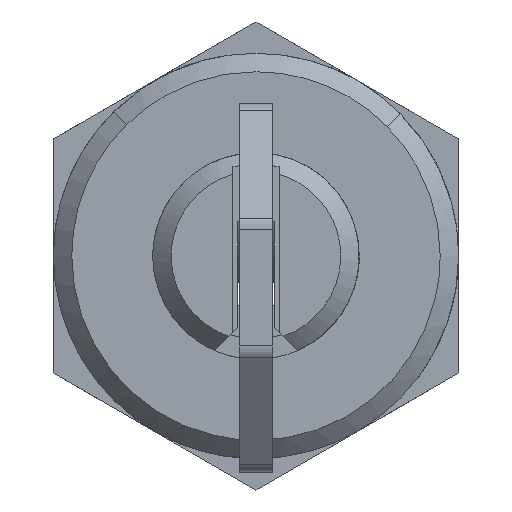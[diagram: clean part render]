
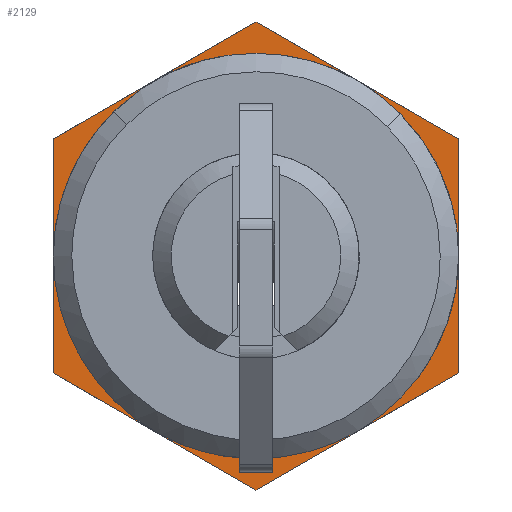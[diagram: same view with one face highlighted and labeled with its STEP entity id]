
A CAD part, front view. The second image highlights one B-rep face of the part: STEP entity #2129.
In plain terms, the highlighted free-form (B-spline) face has degree [1, 1] with [2, 2] control points.
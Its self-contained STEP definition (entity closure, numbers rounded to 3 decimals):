
#1559=CARTESIAN_POINT('',(5.,0.0,9.5));
#1560=VERTEX_POINT('',#1559);
#1561=CARTESIAN_POINT('',(5.,-6.808,6.626));
#1562=VERTEX_POINT('',#1561);
#1563=CARTESIAN_POINT('',(5.,0.0,9.5));
#1564=CARTESIAN_POINT('',(5.,-0.514,9.5));
#1565=CARTESIAN_POINT('',(5.,-1.66,9.407));
#1566=CARTESIAN_POINT('',(5.,-3.31,8.964));
#1567=CARTESIAN_POINT('',(5.,-5.133,8.085));
#1568=CARTESIAN_POINT('',(5.,-6.229,7.221));
#1569=CARTESIAN_POINT('',(5.,-6.808,6.626));
#1570=B_SPLINE_CURVE_WITH_KNOTS('',3,(#1563,#1564,#1565,#1566,#1567,#1568,#1569),.UNSPECIFIED.,.F.,.U.,(4,1,1,1,4),(0.,1.542,3.439,5.1,7.59),.UNSPECIFIED.);
#1571=EDGE_CURVE('',#1560,#1562,#1570,.T.);
#1573=CARTESIAN_POINT('',(5.,9.5,0.));
#1574=VERTEX_POINT('',#1573);
#1575=CARTESIAN_POINT('',(5.,9.5,0.));
#1576=CARTESIAN_POINT('',(5.,9.5,0.816));
#1577=CARTESIAN_POINT('',(5.,9.319,2.215));
#1578=CARTESIAN_POINT('',(5.,8.69,3.938));
#1579=CARTESIAN_POINT('',(5.,7.892,5.366));
#1580=CARTESIAN_POINT('',(5.,6.892,6.616));
#1581=CARTESIAN_POINT('',(5.,5.474,7.839));
#1582=CARTESIAN_POINT('',(5.,3.842,8.764));
#1583=CARTESIAN_POINT('',(5.,1.943,9.366));
#1584=CARTESIAN_POINT('',(5.,0.661,9.5));
#1585=CARTESIAN_POINT('',(5.,0.0,9.5));
#1586=B_SPLINE_CURVE_WITH_KNOTS('',3,(#1575,#1576,#1577,#1578,#1579,#1580,#1581,#1582,#1583,#1584,#1585),.UNSPECIFIED.,.F.,.U.,(4,1,1,1,1,1,1,1,4),(0.,2.448,4.197,5.479,7.345,8.977,11.075,12.941,14.923),.UNSPECIFIED.);
#1587=EDGE_CURVE('',#1574,#1560,#1586,.T.);
#1589=CARTESIAN_POINT('',(5.,0.0,-9.5));
#1590=VERTEX_POINT('',#1589);
#1591=CARTESIAN_POINT('',(5.,0.0,-9.5));
#1592=CARTESIAN_POINT('',(5.,0.661,-9.5));
#1593=CARTESIAN_POINT('',(5.,1.826,-9.378));
#1594=CARTESIAN_POINT('',(5.,3.583,-8.857));
#1595=CARTESIAN_POINT('',(5.,5.114,-8.074));
#1596=CARTESIAN_POINT('',(5.,6.559,-6.947));
#1597=CARTESIAN_POINT('',(5.,7.801,-5.542));
#1598=CARTESIAN_POINT('',(5.,8.745,-3.876));
#1599=CARTESIAN_POINT('',(5.,9.358,-1.982));
#1600=CARTESIAN_POINT('',(5.,9.5,-0.699));
#1601=CARTESIAN_POINT('',(5.,9.5,0.));
#1602=B_SPLINE_CURVE_WITH_KNOTS('',3,(#1591,#1592,#1593,#1594,#1595,#1596,#1597,#1598,#1599,#1600,#1601),.UNSPECIFIED.,.F.,.U.,(4,1,1,1,1,1,1,1,4),(0.,1.982,3.497,5.479,7.112,8.977,11.075,12.824,14.923),.UNSPECIFIED.);
#1603=EDGE_CURVE('',#1590,#1574,#1602,.T.);
#1605=CARTESIAN_POINT('',(5.,-7.004,-6.418));
#1606=VERTEX_POINT('',#1605);
#1607=CARTESIAN_POINT('',(5.,-7.004,-6.418));
#1608=CARTESIAN_POINT('',(5.,-6.672,-6.781));
#1609=CARTESIAN_POINT('',(5.,-5.95,-7.455));
#1610=CARTESIAN_POINT('',(5.,-4.588,-8.379));
#1611=CARTESIAN_POINT('',(5.,-3.191,-8.993));
#1612=CARTESIAN_POINT('',(5.,-1.6,-9.404));
#1613=CARTESIAN_POINT('',(5.,-0.615,-9.5));
#1614=CARTESIAN_POINT('',(5.,0.0,-9.5));
#1615=B_SPLINE_CURVE_WITH_KNOTS('',3,(#1607,#1608,#1609,#1610,#1611,#1612,#1613,#1614),.UNSPECIFIED.,.F.,.U.,(4,1,1,1,1,4),(0.,1.477,2.953,4.922,6.03,7.876),.UNSPECIFIED.);
#1616=EDGE_CURVE('',#1606,#1590,#1615,.T.);
#1705=CARTESIAN_POINT('',(5.,-9.5,0.));
#1706=VERTEX_POINT('',#1705);
#1707=CARTESIAN_POINT('',(5.,-6.808,6.626));
#1708=CARTESIAN_POINT('',(5.,-7.261,6.16));
#1709=CARTESIAN_POINT('',(5.,-8.142,5.046));
#1710=CARTESIAN_POINT('',(5.,-8.923,3.416));
#1711=CARTESIAN_POINT('',(5.,-9.394,1.68));
#1712=CARTESIAN_POINT('',(5.,-9.5,0.649));
#1713=CARTESIAN_POINT('',(5.,-9.5,0.));
#1714=B_SPLINE_CURVE_WITH_KNOTS('',3,(#1707,#1708,#1709,#1710,#1711,#1712,#1713),.UNSPECIFIED.,.F.,.U.,(4,1,1,1,4),(0.,1.948,4.239,5.385,7.332),.UNSPECIFIED.);
#1715=EDGE_CURVE('',#1562,#1706,#1714,.T.);
#1741=CARTESIAN_POINT('',(5.,-9.5,0.));
#1742=CARTESIAN_POINT('',(5.,-9.5,-0.734));
#1743=CARTESIAN_POINT('',(5.,-9.325,-2.239));
#1744=CARTESIAN_POINT('',(5.,-8.506,-4.459));
#1745=CARTESIAN_POINT('',(5.,-7.575,-5.796));
#1746=CARTESIAN_POINT('',(5.,-7.004,-6.418));
#1747=B_SPLINE_CURVE_WITH_KNOTS('',3,(#1741,#1742,#1743,#1744,#1745,#1746),.UNSPECIFIED.,.F.,.U.,(4,1,1,4),(0.,2.202,4.514,7.047),.UNSPECIFIED.);
#1748=EDGE_CURVE('',#1706,#1606,#1747,.T.);
#2072=CARTESIAN_POINT('',(5.,-12.099,13.97));
#2073=CARTESIAN_POINT('',(5.,12.099,13.97));
#2074=CARTESIAN_POINT('',(5.,-12.099,-13.971));
#2075=CARTESIAN_POINT('',(5.,12.099,-13.971));
#2076=B_SPLINE_SURFACE_WITH_KNOTS('',1,1,((#2072,#2074),(#2073,#2075)),.UNSPECIFIED.,.F.,.F.,.U.,(2,2),(2,2),(0.0,24.198),(0.0,27.941),.UNSPECIFIED.);
#2077=CARTESIAN_POINT('',(5.,0.0,-12.702));
#2078=VERTEX_POINT('',#2077);
#2079=CARTESIAN_POINT('',(5.,11.0,-6.351));
#2080=VERTEX_POINT('',#2079);
#2081=CARTESIAN_POINT('',(5.,0.0,-12.702));
#2082=CARTESIAN_POINT('',(5.,11.0,-6.351));
#2083=QUASI_UNIFORM_CURVE('',1,(#2081,#2082),.UNSPECIFIED.,.F.,.U.);
#2084=EDGE_CURVE('',#2078,#2080,#2083,.T.);
#2085=ORIENTED_EDGE('',*,*,#2084,.F.);
#2086=CARTESIAN_POINT('',(5.,-11.0,-6.351));
#2087=VERTEX_POINT('',#2086);
#2088=CARTESIAN_POINT('',(5.,-11.0,-6.351));
#2089=CARTESIAN_POINT('',(5.,0.0,-12.702));
#2090=QUASI_UNIFORM_CURVE('',1,(#2088,#2089),.UNSPECIFIED.,.F.,.U.);
#2091=EDGE_CURVE('',#2087,#2078,#2090,.T.);
#2092=ORIENTED_EDGE('',*,*,#2091,.F.);
#2093=CARTESIAN_POINT('',(5.,-11.0,6.351));
#2094=VERTEX_POINT('',#2093);
#2095=CARTESIAN_POINT('',(5.,-11.0,6.351));
#2096=CARTESIAN_POINT('',(5.,-11.0,-6.351));
#2097=QUASI_UNIFORM_CURVE('',1,(#2095,#2096),.UNSPECIFIED.,.F.,.U.);
#2098=EDGE_CURVE('',#2094,#2087,#2097,.T.);
#2099=ORIENTED_EDGE('',*,*,#2098,.F.);
#2100=CARTESIAN_POINT('',(5.,0.0,12.701));
#2101=VERTEX_POINT('',#2100);
#2102=CARTESIAN_POINT('',(5.,0.0,12.701));
#2103=CARTESIAN_POINT('',(5.,-11.0,6.351));
#2104=QUASI_UNIFORM_CURVE('',1,(#2102,#2103),.UNSPECIFIED.,.F.,.U.);
#2105=EDGE_CURVE('',#2101,#2094,#2104,.T.);
#2106=ORIENTED_EDGE('',*,*,#2105,.F.);
#2107=CARTESIAN_POINT('',(5.,11.0,6.351));
#2108=VERTEX_POINT('',#2107);
#2109=CARTESIAN_POINT('',(5.,11.0,6.351));
#2110=CARTESIAN_POINT('',(5.,0.0,12.701));
#2111=QUASI_UNIFORM_CURVE('',1,(#2109,#2110),.UNSPECIFIED.,.F.,.U.);
#2112=EDGE_CURVE('',#2108,#2101,#2111,.T.);
#2113=ORIENTED_EDGE('',*,*,#2112,.F.);
#2114=CARTESIAN_POINT('',(5.,11.0,-6.351));
#2115=CARTESIAN_POINT('',(5.,11.0,6.351));
#2116=QUASI_UNIFORM_CURVE('',1,(#2114,#2115),.UNSPECIFIED.,.F.,.U.);
#2117=EDGE_CURVE('',#2080,#2108,#2116,.T.);
#2118=ORIENTED_EDGE('',*,*,#2117,.F.);
#2119=EDGE_LOOP('',(#2085,#2092,#2099,#2106,#2113,#2118));
#2120=FACE_OUTER_BOUND('',#2119,.T.);
#2121=ORIENTED_EDGE('',*,*,#1603,.T.);
#2122=ORIENTED_EDGE('',*,*,#1587,.T.);
#2123=ORIENTED_EDGE('',*,*,#1571,.T.);
#2124=ORIENTED_EDGE('',*,*,#1715,.T.);
#2125=ORIENTED_EDGE('',*,*,#1748,.T.);
#2126=ORIENTED_EDGE('',*,*,#1616,.T.);
#2127=EDGE_LOOP('',(#2121,#2122,#2123,#2124,#2125,#2126));
#2128=FACE_BOUND('',#2127,.T.);
#2129=ADVANCED_FACE('',(#2120,#2128),#2076,.T.);
